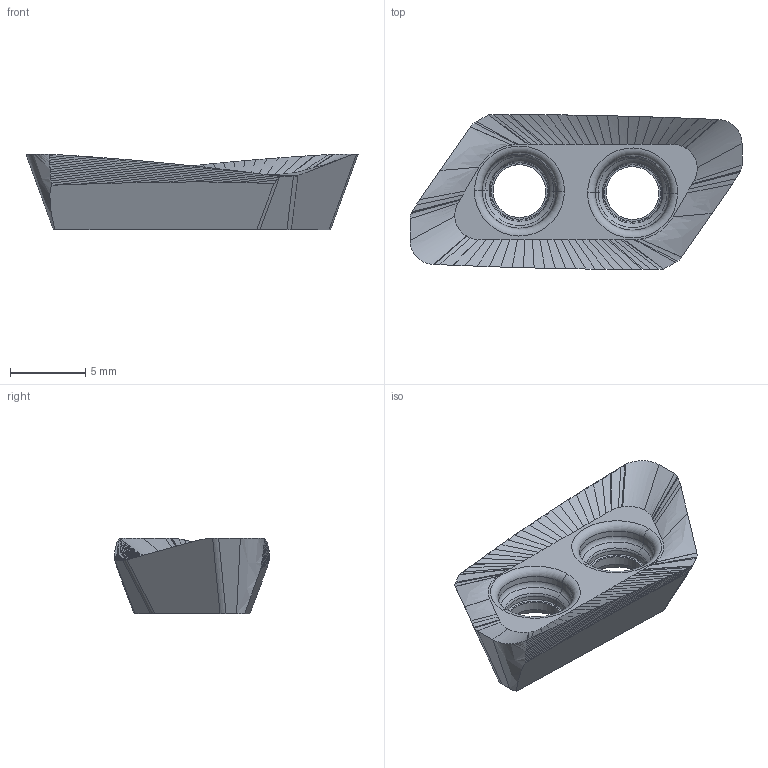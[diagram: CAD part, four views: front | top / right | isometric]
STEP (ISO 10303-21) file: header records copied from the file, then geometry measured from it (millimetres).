
FILE_DESCRIPTION((''),'2;1');
FILE_NAME('XDGX175016PDR-GL','2015-12-18T',('tlyi02'),('PTC Japan'),'PRO/ENGINEER BY PARAMETRIC TECHNOLOGY CORPORATION, 2014310','PRO/ENGINEER BY PARAMETRIC TECHNOLOGY CORPORATION, 2014310','');
FILE_SCHEMA(('AUTOMOTIVE_DESIGN { 1 0 10303 214 1 1 1 1 }'));
Length unit declared in the file: millimetre
Products named in the file (1): XDGX175016PDR-GL
Bounding box: 22 x 10.25 x 5 mm (x, y, z)
Volume: 447.4 mm3; surface area: 588.6 mm2
Topology: 1 solids, 1 shells, 196 faces, 490 edges, 300 vertices
Faces by surface type: bspline 92, plane 64, torus 24, cone 12, cylinder 4
Entity records: 11023 total; most frequent: CARTESIAN_POINT 5226, ORIENTED_EDGE 980, DIRECTION 698, PRESENTATION_STYLE_ASSIGNMENT 492, STYLED_ITEM 492, CURVE_STYLE 491, EDGE_CURVE 490, VERTEX_POINT 300
